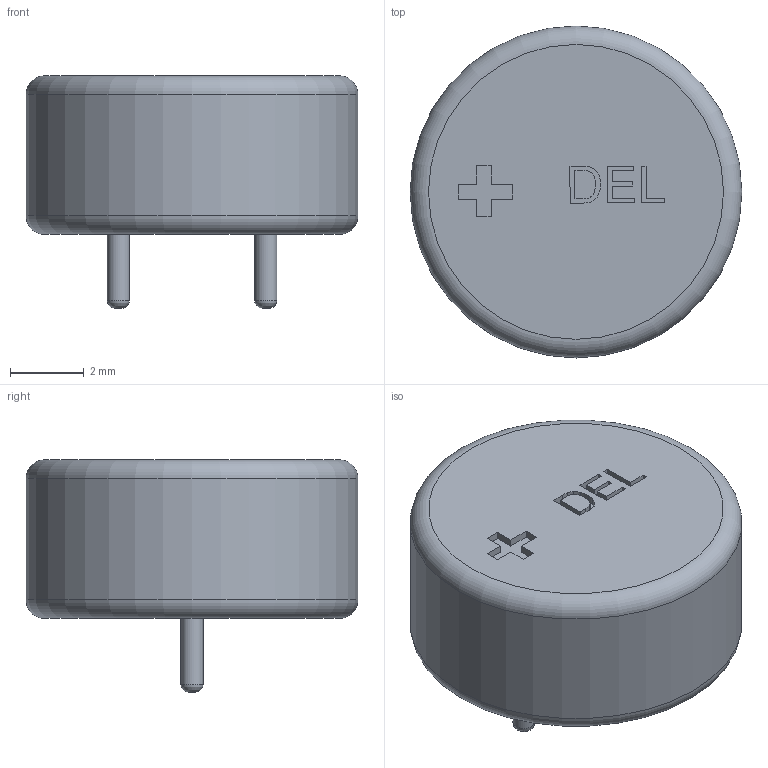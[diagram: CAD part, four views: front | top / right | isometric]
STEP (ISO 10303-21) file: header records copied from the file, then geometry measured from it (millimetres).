
FILE_DESCRIPTION(/* description */ (''),/* implementation_level */ '2;1');
FILE_NAME(/* name */ '',/* time_stamp */ '2022-11-17T10:28:51+08:00',/* author */ (''),/* organization */ (''),/* preprocessor_version */ 'ST-DEVELOPER v19.2',/* originating_system */ 'Autodesk Translation Framework v11.17.0.187',/* authorisation */ '');
FILE_SCHEMA (('AUTOMOTIVE_DESIGN { 1 0 10303 214 3 1 1 }'));
Length unit declared in the file: millimetre
Products named in the file (1): 蜂鸣器D9_Pitch4mm
Bounding box: 9 x 9 x 6.3 mm (x, y, z)
Volume: 271.3 mm3; surface area: 247.7 mm2
Topology: 1 solids, 1 shells, 68 faces, 175 edges, 116 vertices
Faces by surface type: plane 45, bspline 18, cylinder 3, torus 2
Full cylindrical faces by diameter (mm): 0.6 x2, 9 x1
Entity records: 2296 total; most frequent: CARTESIAN_POINT 684, ORIENTED_EDGE 350, DIRECTION 261, EDGE_CURVE 175, LINE 127, VECTOR 127, VERTEX_POINT 116, EDGE_LOOP 75
